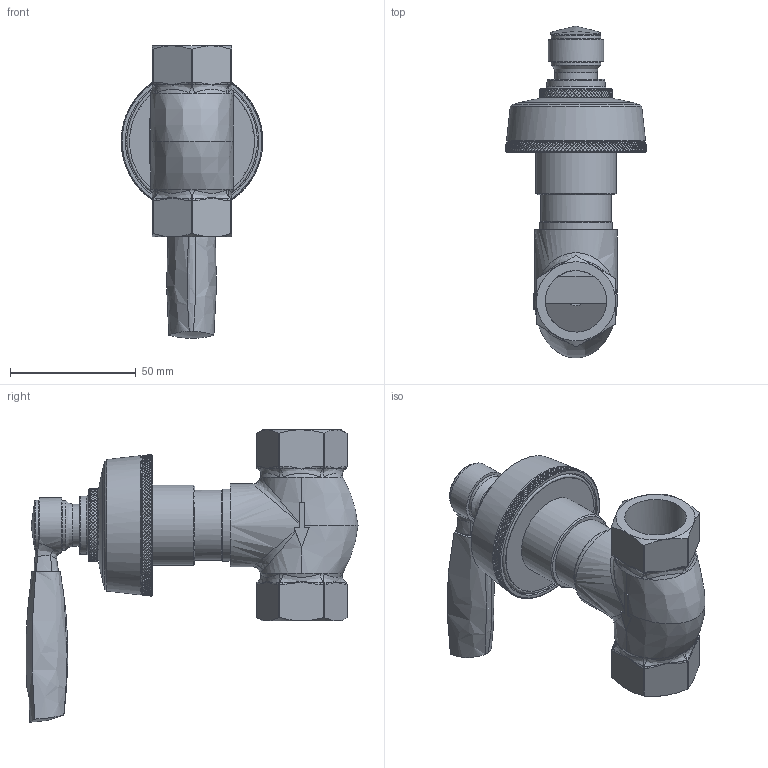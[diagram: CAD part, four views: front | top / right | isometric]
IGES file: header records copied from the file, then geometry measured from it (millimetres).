
Global section: file name: T1007-LB; native system: Autodesk Inventor 2020; preprocessor: unknown; author: camerond; date: 20200204.081938; units: millimetre
Bounding box: 56.42 x 132.28 x 116.6 mm (x, y, z)
Volume: 121740 mm3; surface area: 74266.2 mm2
Topology: 26 solids, 26 shells, 6670 faces, 15042 edges, 8464 vertices
Faces by surface type: bspline 6670
